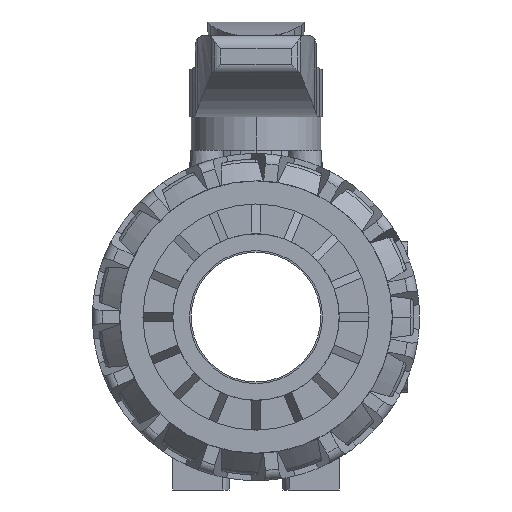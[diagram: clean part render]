
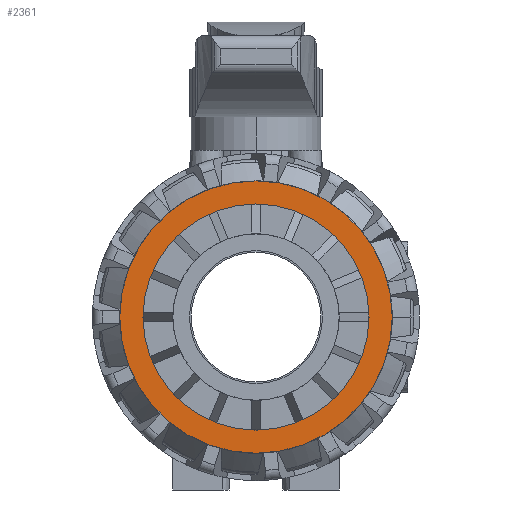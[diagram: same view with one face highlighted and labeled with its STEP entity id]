
A CAD part, left-side view. The second image highlights one B-rep face of the part: STEP entity #2361.
In plain terms, the highlighted planar face has unit normal (-1, 0, 0).
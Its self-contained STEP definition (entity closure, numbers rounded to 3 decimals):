
#2361=ADVANCED_FACE('',(#5247,#5248),#5249,.T.);
#5247=FACE_BOUND('',#8682,.T.);
#5248=FACE_OUTER_BOUND('',#8683,.T.);
#5249=PLANE('',#8684);
#8682=EDGE_LOOP('',(#15859,#15860));
#8683=EDGE_LOOP('',(#15861,#15862));
#8684=AXIS2_PLACEMENT_3D('',#15863,#15864,#15865);
#15859=ORIENTED_EDGE('',*,*,#23187,.T.);
#15860=ORIENTED_EDGE('',*,*,#22058,.T.);
#15861=ORIENTED_EDGE('',*,*,#22053,.T.);
#15862=ORIENTED_EDGE('',*,*,#23266,.T.);
#15863=CARTESIAN_POINT('',(-63.7,0.,0.));
#15864=DIRECTION('',(-1.0,0.,0.));
#15865=DIRECTION('',(0.,0.,1.0));
#22053=EDGE_CURVE('',#26746,#26810,#26812,.T.);
#22058=EDGE_CURVE('',#26815,#26819,#26821,.T.);
#23187=EDGE_CURVE('',#26819,#26815,#28526,.T.);
#23266=EDGE_CURVE('',#26810,#26746,#28619,.T.);
#26746=VERTEX_POINT('',#34215);
#26810=VERTEX_POINT('',#34280);
#26812=CIRCLE('',#34283,40.95);
#26815=VERTEX_POINT('',#34286);
#26819=VERTEX_POINT('',#34291);
#26821=CIRCLE('',#34294,34.0);
#28526=CIRCLE('',#37083,34.0);
#28619=CIRCLE('',#37267,40.95);
#34215=CARTESIAN_POINT('',(-63.7,-40.95,0.));
#34280=CARTESIAN_POINT('',(-63.7,40.95,0.));
#34283=AXIS2_PLACEMENT_3D('',#43692,#43693,#43694);
#34286=CARTESIAN_POINT('',(-63.7,0.,-34.0));
#34291=CARTESIAN_POINT('',(-63.7,0.,34.0));
#34294=AXIS2_PLACEMENT_3D('',#43700,#43701,#43702);
#37083=AXIS2_PLACEMENT_3D('',#45312,#45313,#45314);
#37267=AXIS2_PLACEMENT_3D('',#45385,#45386,#45387);
#43692=CARTESIAN_POINT('',(-63.7,0.,0.));
#43693=DIRECTION('',(-1.0,0.,0.));
#43694=DIRECTION('',(0.,0.,1.0));
#43700=CARTESIAN_POINT('',(-63.7,0.,0.));
#43701=DIRECTION('',(1.0,0.,0.));
#43702=DIRECTION('',(0.,0.,-1.0));
#45312=CARTESIAN_POINT('',(-63.7,0.,0.));
#45313=DIRECTION('',(1.0,0.,0.));
#45314=DIRECTION('',(0.,0.,-1.0));
#45385=CARTESIAN_POINT('',(-63.7,0.,0.));
#45386=DIRECTION('',(-1.0,0.,0.));
#45387=DIRECTION('',(0.,0.,1.0));
